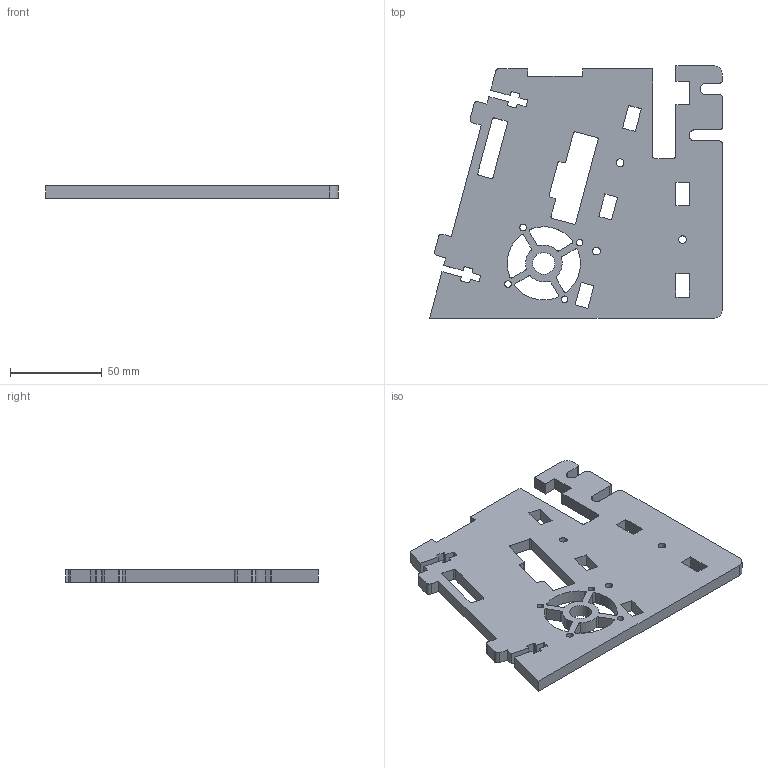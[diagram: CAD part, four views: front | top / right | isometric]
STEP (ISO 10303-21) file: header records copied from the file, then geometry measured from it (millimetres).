
FILE_DESCRIPTION (( 'STEP AP203' ), '1' );
FILE_NAME ('Electronics Housing Side Bracket-Smooth.STEP', '2015-04-25T23:17:05', ( '' ), ( '' ), 'SwSTEP 2.0', 'SolidWorks 2013', '' );
FILE_SCHEMA (( 'CONFIG_CONTROL_DESIGN' ));
Length unit declared in the file: millimetre
Products named in the file (1): Electronics Housing Side Bracket-Smooth
Bounding box: 160 x 138 x 6.8 mm (x, y, z)
Volume: 107418.3 mm3; surface area: 42614.8 mm2
Topology: 1 solids, 1 shells, 190 faces, 564 edges, 376 vertices
Faces by surface type: plane 96, cylinder 94
Entity records: 6569 total; most frequent: DIRECTION 1134, CARTESIAN_POINT 1131, ORIENTED_EDGE 1128, EDGE_CURVE 564, AXIS2_PLACEMENT_3D 379, VERTEX_POINT 376, LINE 376, VECTOR 376
